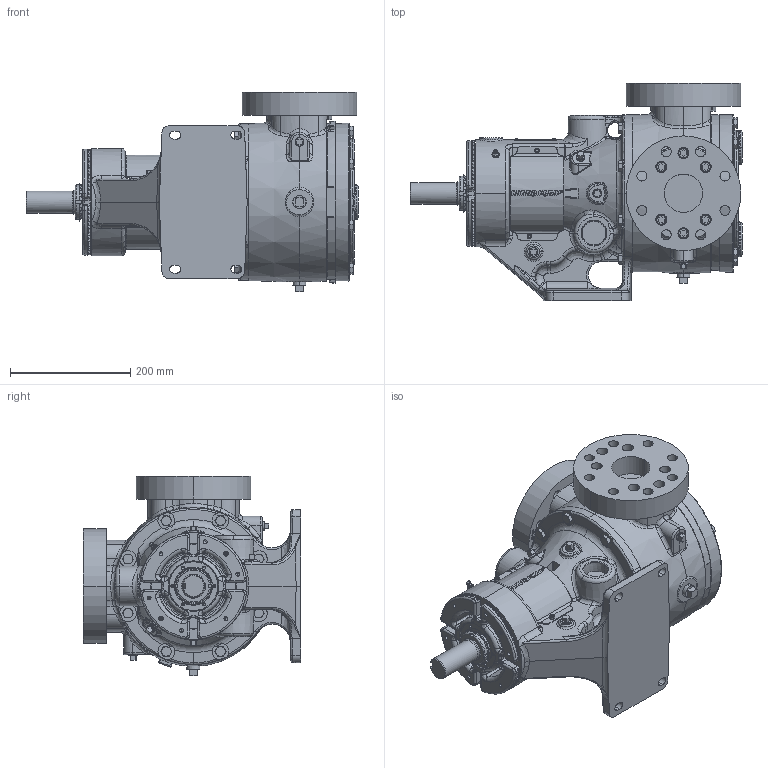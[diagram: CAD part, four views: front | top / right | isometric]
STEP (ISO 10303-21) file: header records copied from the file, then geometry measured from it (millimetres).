
FILE_DESCRIPTION (( 'STEP AP214' ), '1' );
FILE_NAME ('LV-4796.step', '2025-12-05T07:06:46', ( '' ), ( '' ), 'SwSTEP 2.0', 'SolidWorks 2024', '' );
FILE_SCHEMA (( 'AUTOMOTIVE_DESIGN' ));
Length unit declared in the file: inch
Products named in the file (1): LV-4796
Bounding box: 551.1 x 360.36 x 331.53 mm (x, y, z)
Volume: 18485940.3 mm3; surface area: 923853.9 mm2
Topology: 1 solids, 1 shells, 4484 faces, 11485 edges, 7201 vertices
Faces by surface type: plane 1500, bspline 1322, cylinder 871, cone 623, torus 112, sphere 56
Entity records: 201293 total; most frequent: CARTESIAN_POINT 102869, ORIENTED_EDGE 22808, DIRECTION 16896, EDGE_CURVE 11404, VERTEX_POINT 7198, AXIS2_PLACEMENT_3D 6172, EDGE_LOOP 4814, LINE 4552
